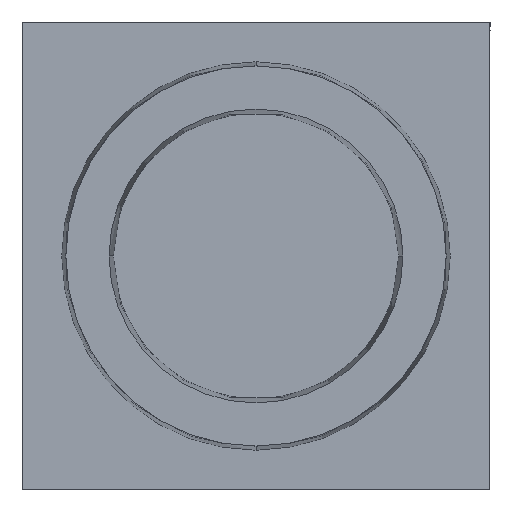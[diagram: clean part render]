
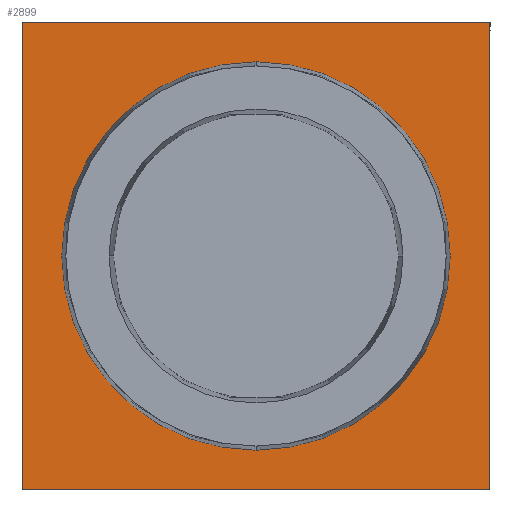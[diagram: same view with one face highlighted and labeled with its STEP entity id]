
A CAD part, front view. The second image highlights one B-rep face of the part: STEP entity #2899.
In plain terms, the highlighted planar face has unit normal (0, -1, 0).
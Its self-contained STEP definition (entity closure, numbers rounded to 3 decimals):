
#10 = LINE ( 'NONE', #3141, #1213 ) ;
#20 = DIRECTION ( 'NONE',  ( 0., 1., 0. ) ) ;
#124 = VERTEX_POINT ( 'NONE', #2142 ) ;
#293 = EDGE_CURVE ( 'NONE', #1422, #2089, #826, .T. ) ;
#368 = CARTESIAN_POINT ( 'NONE',  ( 25., 0., -25. ) ) ;
#480 = ORIENTED_EDGE ( 'NONE', *, *, #293, .T. ) ;
#660 = DIRECTION ( 'NONE',  ( -1., 0., 0. ) ) ;
#702 = VECTOR ( 'NONE', #1506, 1000. ) ;
#781 = DIRECTION ( 'NONE',  ( 0., 0., 1. ) ) ;
#793 = ORIENTED_EDGE ( 'NONE', *, *, #831, .F. ) ;
#826 = CIRCLE ( 'NONE', #1234, 20.75 ) ;
#831 = EDGE_CURVE ( 'NONE', #2294, #124, #2502, .T. ) ;
#857 = CARTESIAN_POINT ( 'NONE',  ( -25., 0., 25. ) ) ;
#893 = AXIS2_PLACEMENT_3D ( 'NONE', #3100, #2141, #1614 ) ;
#917 = DIRECTION ( 'NONE',  ( 0., 1., 0. ) ) ;
#1213 = VECTOR ( 'NONE', #1350, 1000. ) ;
#1234 = AXIS2_PLACEMENT_3D ( 'NONE', #1502, #20, #781 ) ;
#1270 = EDGE_CURVE ( 'NONE', #1933, #2294, #3119, .T. ) ;
#1342 = PLANE ( 'NONE',  #893 ) ;
#1350 = DIRECTION ( 'NONE',  ( 0., 0., 1. ) ) ;
#1382 = DIRECTION ( 'NONE',  ( 0., 0., 1. ) ) ;
#1387 = CARTESIAN_POINT ( 'NONE',  ( -25., 0., -25. ) ) ;
#1422 = VERTEX_POINT ( 'NONE', #2111 ) ;
#1431 = CARTESIAN_POINT ( 'NONE',  ( 0., 0., -20.75 ) ) ;
#1442 = EDGE_CURVE ( 'NONE', #2089, #1422, #2510, .T. ) ;
#1465 = ORIENTED_EDGE ( 'NONE', *, *, #3232, .F. ) ;
#1502 = CARTESIAN_POINT ( 'NONE',  ( 0., 0., 0. ) ) ;
#1503 = EDGE_LOOP ( 'NONE', ( #480, #1659 ) ) ;
#1506 = DIRECTION ( 'NONE',  ( 1., 0., 0. ) ) ;
#1547 = CARTESIAN_POINT ( 'NONE',  ( -25., 0., 25. ) ) ;
#1614 = DIRECTION ( 'NONE',  ( 0., 0., 1. ) ) ;
#1644 = CARTESIAN_POINT ( 'NONE',  ( 0., 0., 0. ) ) ;
#1659 = ORIENTED_EDGE ( 'NONE', *, *, #1442, .T. ) ;
#1742 = AXIS2_PLACEMENT_3D ( 'NONE', #1644, #917, #1382 ) ;
#1899 = ORIENTED_EDGE ( 'NONE', *, *, #2834, .F. ) ;
#1916 = LINE ( 'NONE', #1387, #3176 ) ;
#1933 = VERTEX_POINT ( 'NONE', #857 ) ;
#1965 = VERTEX_POINT ( 'NONE', #2611 ) ;
#1967 = ORIENTED_EDGE ( 'NONE', *, *, #1270, .F. ) ;
#2089 = VERTEX_POINT ( 'NONE', #1431 ) ;
#2111 = CARTESIAN_POINT ( 'NONE',  ( 0., 0., 20.75 ) ) ;
#2115 = CARTESIAN_POINT ( 'NONE',  ( 25., 0., 25. ) ) ;
#2141 = DIRECTION ( 'NONE',  ( 0., 1., 0. ) ) ;
#2142 = CARTESIAN_POINT ( 'NONE',  ( 25., 0., -25. ) ) ;
#2294 = VERTEX_POINT ( 'NONE', #2115 ) ;
#2336 = VECTOR ( 'NONE', #2401, 1000. ) ;
#2401 = DIRECTION ( 'NONE',  ( 0., 0., -1. ) ) ;
#2417 = EDGE_LOOP ( 'NONE', ( #793, #1967, #1465, #1899 ) ) ;
#2502 = LINE ( 'NONE', #368, #2336 ) ;
#2510 = CIRCLE ( 'NONE', #1742, 20.75 ) ;
#2611 = CARTESIAN_POINT ( 'NONE',  ( -25., 0., -25. ) ) ;
#2756 = FACE_OUTER_BOUND ( 'NONE', #2417, .T. ) ;
#2834 = EDGE_CURVE ( 'NONE', #124, #1965, #1916, .T. ) ;
#2899 = ADVANCED_FACE ( 'NONE', ( #2756, #2977 ), #1342, .F. ) ;
#2977 = FACE_BOUND ( 'NONE', #1503, .T. ) ;
#3100 = CARTESIAN_POINT ( 'NONE',  ( 25., 0., 25. ) ) ;
#3119 = LINE ( 'NONE', #1547, #702 ) ;
#3141 = CARTESIAN_POINT ( 'NONE',  ( -25., 0., -25. ) ) ;
#3176 = VECTOR ( 'NONE', #660, 1000. ) ;
#3232 = EDGE_CURVE ( 'NONE', #1965, #1933, #10, .T. ) ;
